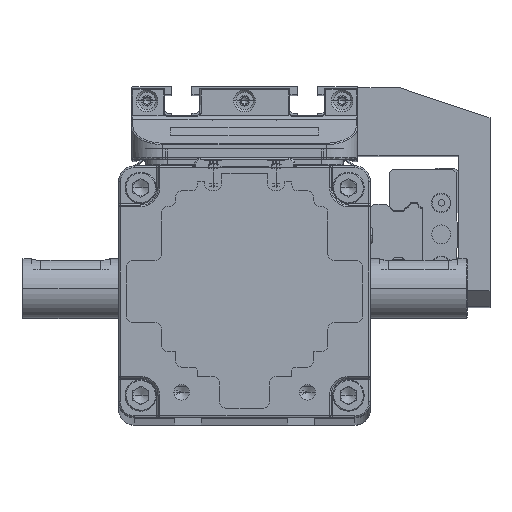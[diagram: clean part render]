
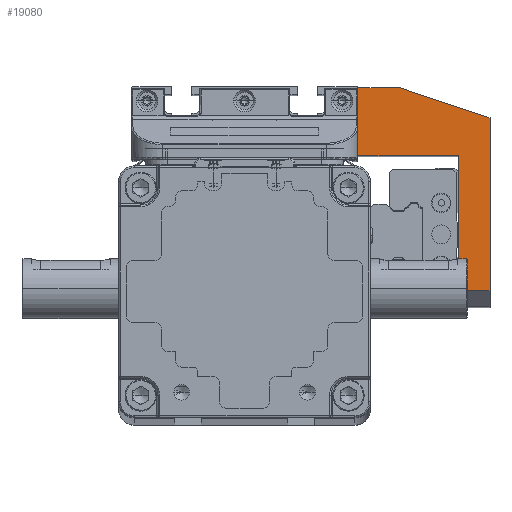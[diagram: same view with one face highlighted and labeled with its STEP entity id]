
A CAD part, top view. The second image highlights one B-rep face of the part: STEP entity #19080.
In plain terms, the highlighted planar face has unit normal (0, 0, 1).
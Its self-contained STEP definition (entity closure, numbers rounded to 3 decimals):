
#1554 = DIRECTION ( 'NONE',  ( 0., -1., 0. ) ) ;
#1837 = DIRECTION ( 'NONE',  ( 0., -1., 0. ) ) ;
#5502 = VECTOR ( 'NONE', #1837, 1000. ) ;
#6763 = ORIENTED_EDGE ( 'NONE', *, *, #11362, .T. ) ;
#7974 = CARTESIAN_POINT ( 'NONE',  ( 10., 12., 115. ) ) ;
#8766 = CARTESIAN_POINT ( 'NONE',  ( 10., 12., 115. ) ) ;
#9501 = DIRECTION ( 'NONE',  ( 0., 1., 0. ) ) ;
#11362 = EDGE_CURVE ( 'NONE', #37195, #113236, #112909, .T. ) ;
#13035 = CARTESIAN_POINT ( 'NONE',  ( 0., 0., 115. ) ) ;
#14067 = CARTESIAN_POINT ( 'NONE',  ( 0., -43., 115. ) ) ;
#19080 = ADVANCED_FACE ( 'NONE', ( #120536 ), #22025, .T. ) ;
#21187 = EDGE_CURVE ( 'NONE', #113050, #109253, #99412, .T. ) ;
#22025 = PLANE ( 'NONE',  #138807 ) ;
#26145 = LINE ( 'NONE', #50715, #45762 ) ;
#26182 = DIRECTION ( 'NONE',  ( -1., 0., 0. ) ) ;
#26900 = EDGE_CURVE ( 'NONE', #102336, #37195, #43617, .T. ) ;
#30572 = CARTESIAN_POINT ( 'NONE',  ( 0., 21.5, 115. ) ) ;
#32098 = DIRECTION ( 'NONE',  ( 1., 0., 0. ) ) ;
#37195 = VERTEX_POINT ( 'NONE', #77108 ) ;
#39686 = EDGE_CURVE ( 'NONE', #86350, #102336, #71296, .T. ) ;
#43617 = LINE ( 'NONE', #90236, #128052 ) ;
#45762 = VECTOR ( 'NONE', #120349, 1000. ) ;
#49521 = EDGE_LOOP ( 'NONE', ( #75444, #124185, #113388, #67860, #6763, #114724, #55394 ) ) ;
#50265 = EDGE_CURVE ( 'NONE', #113236, #113050, #86752, .T. ) ;
#50715 = CARTESIAN_POINT ( 'NONE',  ( 0., 0., 115. ) ) ;
#54960 = CARTESIAN_POINT ( 'NONE',  ( 0., 0., 115. ) ) ;
#55394 = ORIENTED_EDGE ( 'NONE', *, *, #21187, .T. ) ;
#60133 = CARTESIAN_POINT ( 'NONE',  ( -32., 21.5, 115. ) ) ;
#65790 = VECTOR ( 'NONE', #26182, 1000. ) ;
#67860 = ORIENTED_EDGE ( 'NONE', *, *, #26900, .T. ) ;
#71296 = LINE ( 'NONE', #13035, #126208 ) ;
#73808 = CARTESIAN_POINT ( 'NONE',  ( 0., 0., 115. ) ) ;
#74280 = VECTOR ( 'NONE', #9501, 1000. ) ;
#75328 = CARTESIAN_POINT ( 'NONE',  ( -18.5, 21.5, 115. ) ) ;
#75444 = ORIENTED_EDGE ( 'NONE', *, *, #124394, .T. ) ;
#77108 = CARTESIAN_POINT ( 'NONE',  ( 10., -43., 115. ) ) ;
#80683 = CARTESIAN_POINT ( 'NONE',  ( -32., 0., 115. ) ) ;
#84467 = DIRECTION ( 'NONE',  ( 1., 0., 0. ) ) ;
#86350 = VERTEX_POINT ( 'NONE', #54960 ) ;
#86752 = LINE ( 'NONE', #75328, #96837 ) ;
#90236 = CARTESIAN_POINT ( 'NONE',  ( 0., -43., 115. ) ) ;
#93034 = LINE ( 'NONE', #138885, #5502 ) ;
#95285 = DIRECTION ( 'NONE',  ( 0., 0., 1. ) ) ;
#96837 = VECTOR ( 'NONE', #121316, 1000. ) ;
#99412 = LINE ( 'NONE', #30572, #65790 ) ;
#102336 = VERTEX_POINT ( 'NONE', #14067 ) ;
#109253 = VERTEX_POINT ( 'NONE', #60133 ) ;
#112909 = LINE ( 'NONE', #7974, #74280 ) ;
#113050 = VERTEX_POINT ( 'NONE', #122172 ) ;
#113236 = VERTEX_POINT ( 'NONE', #8766 ) ;
#113388 = ORIENTED_EDGE ( 'NONE', *, *, #39686, .T. ) ;
#114724 = ORIENTED_EDGE ( 'NONE', *, *, #50265, .T. ) ;
#120349 = DIRECTION ( 'NONE',  ( 1., 0., 0. ) ) ;
#120536 = FACE_OUTER_BOUND ( 'NONE', #49521, .T. ) ;
#121316 = DIRECTION ( 'NONE',  ( -0.949, 0.316, 0. ) ) ;
#122172 = CARTESIAN_POINT ( 'NONE',  ( -18.5, 21.5, 115. ) ) ;
#124185 = ORIENTED_EDGE ( 'NONE', *, *, #129503, .T. ) ;
#124394 = EDGE_CURVE ( 'NONE', #109253, #125363, #93034, .T. ) ;
#125363 = VERTEX_POINT ( 'NONE', #80683 ) ;
#126208 = VECTOR ( 'NONE', #1554, 1000. ) ;
#128052 = VECTOR ( 'NONE', #32098, 1000. ) ;
#129503 = EDGE_CURVE ( 'NONE', #125363, #86350, #26145, .T. ) ;
#138807 = AXIS2_PLACEMENT_3D ( 'NONE', #73808, #95285, #84467 ) ;
#138885 = CARTESIAN_POINT ( 'NONE',  ( -32., 0., 115. ) ) ;
